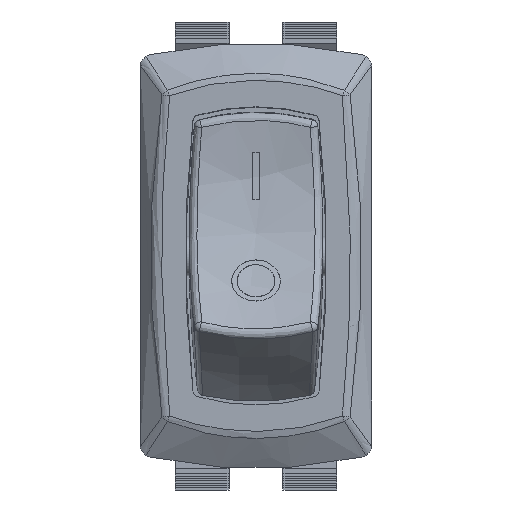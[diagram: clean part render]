
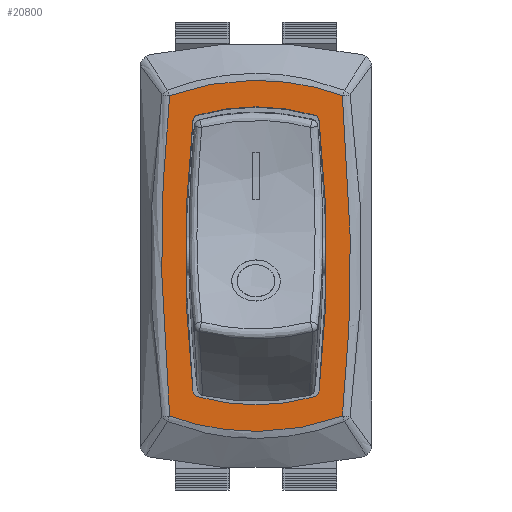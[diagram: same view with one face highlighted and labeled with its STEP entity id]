
A CAD part, top view. The second image highlights one B-rep face of the part: STEP entity #20800.
In plain terms, the highlighted planar face has unit normal (0, 0, 1).
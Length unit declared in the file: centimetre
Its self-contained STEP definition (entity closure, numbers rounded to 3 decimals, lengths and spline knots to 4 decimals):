
#104=CIRCLE('',#21648,0.05);
#106=CIRCLE('',#21651,1.5665);
#108=CIRCLE('',#21654,0.05);
#110=CIRCLE('',#21657,8.815);
#112=CIRCLE('',#21660,0.05);
#114=CIRCLE('',#21663,1.5665);
#116=CIRCLE('',#21666,0.05);
#138=CIRCLE('',#21702,8.815);
#777=PLANE('',#21701);
#5685=FACE_BOUND('',#7839,.T.);
#6641=FACE_OUTER_BOUND('',#7838,.T.);
#7838=EDGE_LOOP('',(#18981,#18982,#18983,#18984));
#7839=EDGE_LOOP('',(#18985,#18986,#18987,#18988,#18989,#18990,#18991,#18992));
#8617=B_SPLINE_CURVE_WITH_KNOTS('',3,(#37921,#37922,#37923,#37924,#37925),
 .UNSPECIFIED.,.F.,.F.,(4,1,4),(0.028,0.7724,1.3307),
 .UNSPECIFIED.);
#8619=B_SPLINE_CURVE_WITH_KNOTS('',3,(#37956,#37957,#37958,#37959,#37960,
#37961),.UNSPECIFIED.,.F.,.F.,(4,1,1,4),(0.0378,0.7176,
1.3974,2.4172),.UNSPECIFIED.);
#8623=B_SPLINE_CURVE_WITH_KNOTS('',3,(#38016,#38017,#38018,#38019,#38020,
#38021),.UNSPECIFIED.,.F.,.F.,(4,1,1,4),(0.0378,1.0575,
1.7373,2.4172),.UNSPECIFIED.);
#8625=B_SPLINE_CURVE_WITH_KNOTS('',3,(#38047,#38048,#38049,#38050,#38051),
 .UNSPECIFIED.,.F.,.F.,(4,1,4),(0.028,0.7724,1.3307),
 .UNSPECIFIED.);
#10456=VERTEX_POINT('',#37589);
#10457=VERTEX_POINT('',#37591);
#10459=VERTEX_POINT('',#37597);
#10461=VERTEX_POINT('',#37603);
#10463=VERTEX_POINT('',#37609);
#10467=VERTEX_POINT('',#37653);
#10469=VERTEX_POINT('',#37659);
#10471=VERTEX_POINT('',#37665);
#10490=VERTEX_POINT('',#37804);
#10495=VERTEX_POINT('',#37814);
#10497=VERTEX_POINT('',#37819);
#10505=VERTEX_POINT('',#37866);
#13306=EDGE_CURVE('',#10456,#10457,#104,.T.);
#13310=EDGE_CURVE('',#10456,#10459,#106,.T.);
#13313=EDGE_CURVE('',#10461,#10459,#108,.T.);
#13316=EDGE_CURVE('',#10461,#10463,#110,.T.);
#13321=EDGE_CURVE('',#10467,#10463,#112,.T.);
#13324=EDGE_CURVE('',#10467,#10469,#114,.T.);
#13327=EDGE_CURVE('',#10471,#10469,#116,.T.);
#13368=EDGE_CURVE('',#10497,#10505,#8617,.T.);
#13370=EDGE_CURVE('',#10505,#10495,#8619,.T.);
#13374=EDGE_CURVE('',#10490,#10497,#8623,.T.);
#13376=EDGE_CURVE('',#10495,#10490,#8625,.T.);
#13399=EDGE_CURVE('',#10471,#10457,#138,.T.);
#18981=ORIENTED_EDGE('',*,*,#13368,.F.);
#18982=ORIENTED_EDGE('',*,*,#13374,.F.);
#18983=ORIENTED_EDGE('',*,*,#13376,.F.);
#18984=ORIENTED_EDGE('',*,*,#13370,.F.);
#18985=ORIENTED_EDGE('',*,*,#13324,.T.);
#18986=ORIENTED_EDGE('',*,*,#13327,.F.);
#18987=ORIENTED_EDGE('',*,*,#13399,.T.);
#18988=ORIENTED_EDGE('',*,*,#13306,.F.);
#18989=ORIENTED_EDGE('',*,*,#13310,.T.);
#18990=ORIENTED_EDGE('',*,*,#13313,.F.);
#18991=ORIENTED_EDGE('',*,*,#13316,.T.);
#18992=ORIENTED_EDGE('',*,*,#13321,.F.);
#20800=ADVANCED_FACE('',(#6641,#5685),#777,.T.);
#21648=AXIS2_PLACEMENT_3D('',#37592,#25219,#25220);
#21651=AXIS2_PLACEMENT_3D('',#37599,#25227,#25228);
#21654=AXIS2_PLACEMENT_3D('',#37605,#25234,#25235);
#21657=AXIS2_PLACEMENT_3D('',#37611,#25241,#25242);
#21660=AXIS2_PLACEMENT_3D('',#37655,#25248,#25249);
#21663=AXIS2_PLACEMENT_3D('',#37661,#25255,#25256);
#21666=AXIS2_PLACEMENT_3D('',#37667,#25262,#25263);
#21701=AXIS2_PLACEMENT_3D('',#38168,#25354,#25355);
#21702=AXIS2_PLACEMENT_3D('',#38169,#25356,#25357);
#25219=DIRECTION('center_axis',(0.,0.,
1.));
#25220=DIRECTION('ref_axis',(-0.763,0.646,0.));
#25227=DIRECTION('center_axis',(0.,0.,
-1.));
#25228=DIRECTION('ref_axis',(-0.296,-0.955,0.));
#25234=DIRECTION('center_axis',(0.,0.,
1.));
#25235=DIRECTION('ref_axis',(0.763,0.646,0.));
#25241=DIRECTION('center_axis',(0.,0.,
-1.));
#25242=DIRECTION('ref_axis',(-0.993,0.117,0.));
#25248=DIRECTION('center_axis',(0.,0.,
1.));
#25249=DIRECTION('ref_axis',(0.763,-0.646,0.));
#25255=DIRECTION('center_axis',(0.,0.,
-1.));
#25256=DIRECTION('ref_axis',(0.296,0.955,0.));
#25262=DIRECTION('center_axis',(0.,0.,
1.));
#25263=DIRECTION('ref_axis',(-0.763,-0.646,0.));
#25354=DIRECTION('center_axis',(0.,0.,
1.));
#25355=DIRECTION('ref_axis',(1.,0.,0.));
#25356=DIRECTION('center_axis',(0.,0.,
-1.));
#25357=DIRECTION('ref_axis',(0.993,-0.117,0.));
#37589=CARTESIAN_POINT('',(-0.432,1.0443,0.2));
#37591=CARTESIAN_POINT('',(-0.4679,1.0019,0.2));
#37592=CARTESIAN_POINT('Origin',(-0.4182,0.9962,0.2));
#37597=CARTESIAN_POINT('',(0.432,1.0443,0.2));
#37599=CARTESIAN_POINT('Origin',(0.,-0.4615,
0.2));
#37603=CARTESIAN_POINT('',(0.4679,1.0019,0.2));
#37605=CARTESIAN_POINT('Origin',(0.4182,0.9962,0.2));
#37609=CARTESIAN_POINT('',(0.4679,-1.0019,0.2));
#37611=CARTESIAN_POINT('Origin',(-8.29,0.,0.2));
#37653=CARTESIAN_POINT('',(0.432,-1.0443,0.2));
#37655=CARTESIAN_POINT('Origin',(0.4182,-0.9962,0.2));
#37659=CARTESIAN_POINT('',(-0.432,-1.0443,0.2));
#37661=CARTESIAN_POINT('Origin',(0.,0.4615,
0.2));
#37665=CARTESIAN_POINT('',(-0.4679,-1.0019,0.2));
#37667=CARTESIAN_POINT('Origin',(-0.4182,-0.9962,
0.2));
#37804=CARTESIAN_POINT('',(0.6403,1.1878,0.2));
#37814=CARTESIAN_POINT('',(-0.6403,1.1878,0.2));
#37819=CARTESIAN_POINT('',(0.6403,-1.1878,0.2));
#37866=CARTESIAN_POINT('',(-0.6403,-1.1878,0.2));
#37921=CARTESIAN_POINT('Ctrl Pts',(0.6403,-1.1878,0.2));
#37922=CARTESIAN_POINT('Ctrl Pts',(0.4076,-1.2743,
0.2));
#37923=CARTESIAN_POINT('Ctrl Pts',(-0.0301,-1.3402,
0.2));
#37924=CARTESIAN_POINT('Ctrl Pts',(-0.4657,-1.2527,
0.2));
#37925=CARTESIAN_POINT('Ctrl Pts',(-0.6403,-1.1878,
0.2));
#37956=CARTESIAN_POINT('Ctrl Pts',(-0.6403,-1.1878,
0.2));
#37957=CARTESIAN_POINT('Ctrl Pts',(-0.6652,-0.9625,
0.2));
#37958=CARTESIAN_POINT('Ctrl Pts',(-0.6961,-0.51,
0.2));
#37959=CARTESIAN_POINT('Ctrl Pts',(-0.7048,0.2833,
0.2));
#37960=CARTESIAN_POINT('Ctrl Pts',(-0.6777,0.8499,
0.2));
#37961=CARTESIAN_POINT('Ctrl Pts',(-0.6403,1.1878,
0.2));
#38016=CARTESIAN_POINT('Ctrl Pts',(0.6403,1.1878,0.2));
#38017=CARTESIAN_POINT('Ctrl Pts',(0.6777,0.8499,
0.2));
#38018=CARTESIAN_POINT('Ctrl Pts',(0.7048,0.2833,
0.2));
#38019=CARTESIAN_POINT('Ctrl Pts',(0.6961,-0.51,
0.2));
#38020=CARTESIAN_POINT('Ctrl Pts',(0.6652,-0.9625,
0.2));
#38021=CARTESIAN_POINT('Ctrl Pts',(0.6403,-1.1878,0.2));
#38047=CARTESIAN_POINT('Ctrl Pts',(-0.6403,1.1878,
0.2));
#38048=CARTESIAN_POINT('Ctrl Pts',(-0.4076,1.2743,
0.2));
#38049=CARTESIAN_POINT('Ctrl Pts',(0.0301,1.3402,
0.2));
#38050=CARTESIAN_POINT('Ctrl Pts',(0.4657,1.2527,0.2));
#38051=CARTESIAN_POINT('Ctrl Pts',(0.6403,1.1878,0.2));
#38168=CARTESIAN_POINT('Origin',(0.,0.,
0.2));
#38169=CARTESIAN_POINT('Origin',(8.29,0.,0.2));
